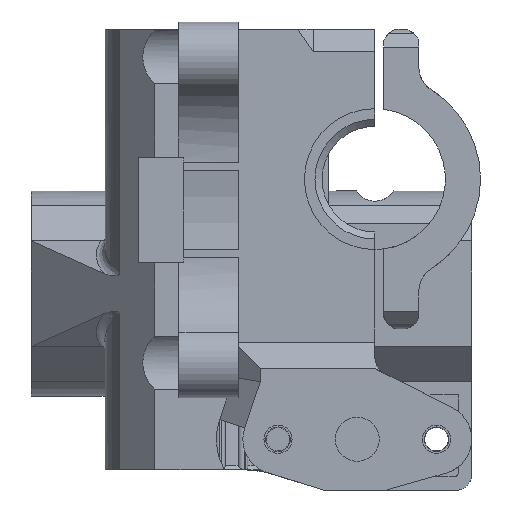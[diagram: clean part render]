
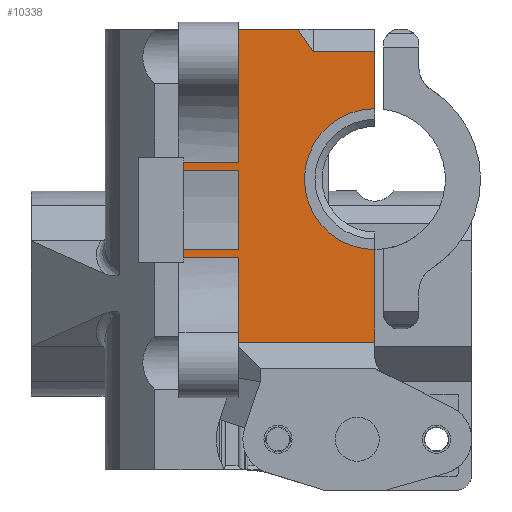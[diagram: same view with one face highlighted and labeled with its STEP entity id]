
A CAD part, front view. The second image highlights one B-rep face of the part: STEP entity #10338.
In plain terms, the highlighted planar face has unit normal (0, -1, 0).
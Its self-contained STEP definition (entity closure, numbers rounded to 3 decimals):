
#250=PLANE('',#11473);
#789=FACE_OUTER_BOUND('',#1392,.T.);
#1392=EDGE_LOOP('',(#8442,#8443,#8444,#8445,#8446,#8447,#8448,#8449,#8450,
#8451,#8452,#8453,#8454,#8455,#8456,#8457,#8458,#8459,#8460));
#2115=CIRCLE('',#11474,8.);
#2820=LINE('',#23478,#3489);
#2821=LINE('',#23480,#3490);
#2822=LINE('',#23482,#3491);
#2823=LINE('',#23486,#3492);
#2824=LINE('',#23488,#3493);
#2825=LINE('',#23490,#3494);
#2826=LINE('',#23492,#3495);
#2827=LINE('',#23494,#3496);
#2828=LINE('',#23496,#3497);
#2829=LINE('',#23498,#3498);
#2830=LINE('',#23500,#3499);
#2831=LINE('',#23502,#3500);
#2832=LINE('',#23504,#3501);
#2833=LINE('',#23506,#3502);
#2834=LINE('',#23508,#3503);
#2835=LINE('',#23510,#3504);
#2836=LINE('',#23512,#3505);
#2837=LINE('',#23513,#3506);
#3489=VECTOR('',#14026,9.565);
#3490=VECTOR('',#14027,15.5);
#3491=VECTOR('',#14028,10.5);
#3492=VECTOR('',#14031,6.5);
#3493=VECTOR('',#14032,7.);
#3494=VECTOR('',#14033,3.062);
#3495=VECTOR('',#14034,16.232);
#3496=VECTOR('',#14035,0.154);
#3497=VECTOR('',#14036,2.75);
#3498=VECTOR('',#14037,6.75);
#3499=VECTOR('',#14038,14.912);
#3500=VECTOR('',#14039,6.25);
#3501=VECTOR('',#14040,0.935);
#3502=VECTOR('',#14041,6.25);
#3503=VECTOR('',#14042,9.);
#3504=VECTOR('',#14043,6.25);
#3505=VECTOR('',#14044,0.935);
#3506=VECTOR('',#14045,6.25);
#4520=VERTEX_POINT('',#23476);
#4521=VERTEX_POINT('',#23477);
#4522=VERTEX_POINT('',#23479);
#4523=VERTEX_POINT('',#23481);
#4524=VERTEX_POINT('',#23483);
#4525=VERTEX_POINT('',#23485);
#4526=VERTEX_POINT('',#23487);
#4527=VERTEX_POINT('',#23489);
#4528=VERTEX_POINT('',#23491);
#4529=VERTEX_POINT('',#23493);
#4530=VERTEX_POINT('',#23495);
#4531=VERTEX_POINT('',#23497);
#4532=VERTEX_POINT('',#23499);
#4533=VERTEX_POINT('',#23501);
#4534=VERTEX_POINT('',#23503);
#4535=VERTEX_POINT('',#23505);
#4536=VERTEX_POINT('',#23507);
#4537=VERTEX_POINT('',#23509);
#4538=VERTEX_POINT('',#23511);
#5960=EDGE_CURVE('',#4520,#4521,#2820,.T.);
#5961=EDGE_CURVE('',#4520,#4522,#2821,.T.);
#5962=EDGE_CURVE('',#4522,#4523,#2822,.T.);
#5963=EDGE_CURVE('',#4524,#4523,#2115,.T.);
#5964=EDGE_CURVE('',#4524,#4525,#2823,.T.);
#5965=EDGE_CURVE('',#4526,#4525,#2824,.T.);
#5966=EDGE_CURVE('',#4526,#4527,#2825,.F.);
#5967=EDGE_CURVE('',#4528,#4527,#2826,.T.);
#5968=EDGE_CURVE('',#4528,#4529,#2827,.F.);
#5969=EDGE_CURVE('',#4529,#4530,#2828,.F.);
#5970=EDGE_CURVE('',#4530,#4531,#2829,.F.);
#5971=EDGE_CURVE('',#4532,#4531,#2830,.T.);
#5972=EDGE_CURVE('',#4532,#4533,#2831,.T.);
#5973=EDGE_CURVE('',#4534,#4533,#2832,.T.);
#5974=EDGE_CURVE('',#4535,#4534,#2833,.T.);
#5975=EDGE_CURVE('',#4536,#4535,#2834,.T.);
#5976=EDGE_CURVE('',#4536,#4537,#2835,.T.);
#5977=EDGE_CURVE('',#4538,#4537,#2836,.T.);
#5978=EDGE_CURVE('',#4538,#4521,#2837,.F.);
#8442=ORIENTED_EDGE('',*,*,#5960,.F.);
#8443=ORIENTED_EDGE('',*,*,#5961,.T.);
#8444=ORIENTED_EDGE('',*,*,#5962,.T.);
#8445=ORIENTED_EDGE('',*,*,#5963,.F.);
#8446=ORIENTED_EDGE('',*,*,#5964,.T.);
#8447=ORIENTED_EDGE('',*,*,#5965,.F.);
#8448=ORIENTED_EDGE('',*,*,#5966,.T.);
#8449=ORIENTED_EDGE('',*,*,#5967,.F.);
#8450=ORIENTED_EDGE('',*,*,#5968,.T.);
#8451=ORIENTED_EDGE('',*,*,#5969,.T.);
#8452=ORIENTED_EDGE('',*,*,#5970,.T.);
#8453=ORIENTED_EDGE('',*,*,#5971,.F.);
#8454=ORIENTED_EDGE('',*,*,#5972,.T.);
#8455=ORIENTED_EDGE('',*,*,#5973,.F.);
#8456=ORIENTED_EDGE('',*,*,#5974,.F.);
#8457=ORIENTED_EDGE('',*,*,#5975,.F.);
#8458=ORIENTED_EDGE('',*,*,#5976,.T.);
#8459=ORIENTED_EDGE('',*,*,#5977,.F.);
#8460=ORIENTED_EDGE('',*,*,#5978,.T.);
#10338=ADVANCED_FACE('',(#789),#250,.F.);
#11473=AXIS2_PLACEMENT_3D('',#23475,#14024,#14025);
#11474=AXIS2_PLACEMENT_3D('',#23484,#14029,#14030);
#14024=DIRECTION('center_axis',(0.,1.,0.));
#14025=DIRECTION('ref_axis',(0.,0.,1.));
#14026=DIRECTION('',(0.,0.,1.));
#14027=DIRECTION('',(1.,0.,0.));
#14028=DIRECTION('',(0.,0.,1.));
#14029=DIRECTION('center_axis',(0.,-1.,0.));
#14030=DIRECTION('ref_axis',(0.,0.,-1.));
#14031=DIRECTION('',(0.,0.,1.));
#14032=DIRECTION('',(1.,0.,0.));
#14033=DIRECTION('',(0.577,0.,-0.816));
#14034=DIRECTION('',(1.,0.,0.));
#14035=DIRECTION('',(0.,0.,1.));
#14036=DIRECTION('',(-1.,0.,0.));
#14037=DIRECTION('',(-1.,0.,0.));
#14038=DIRECTION('',(0.,0.,1.));
#14039=DIRECTION('',(-1.,0.,0.));
#14040=DIRECTION('',(0.,0.,1.));
#14041=DIRECTION('',(-1.,0.,0.));
#14042=DIRECTION('',(0.,0.,1.));
#14043=DIRECTION('',(-1.,0.,0.));
#14044=DIRECTION('',(0.,0.,1.));
#14045=DIRECTION('',(-1.,0.,0.));
#23475=CARTESIAN_POINT('Origin',(-20.,-17.,40.));
#23476=CARTESIAN_POINT('',(-6.5,-17.,4.5));
#23477=CARTESIAN_POINT('',(-6.5,-17.,14.065));
#23478=CARTESIAN_POINT('',(-6.5,-17.,4.5));
#23479=CARTESIAN_POINT('',(9.,-17.,4.5));
#23480=CARTESIAN_POINT('',(-6.5,-17.,4.5));
#23481=CARTESIAN_POINT('',(9.,-17.,15.));
#23482=CARTESIAN_POINT('',(9.,-17.,4.5));
#23483=CARTESIAN_POINT('',(9.,-17.,31.));
#23484=CARTESIAN_POINT('Origin',(9.,-17.,23.));
#23485=CARTESIAN_POINT('',(9.,-17.,37.5));
#23486=CARTESIAN_POINT('',(9.,-17.,31.));
#23487=CARTESIAN_POINT('',(2.,-17.,37.5));
#23488=CARTESIAN_POINT('',(2.,-17.,37.5));
#23489=CARTESIAN_POINT('',(0.232,-17.,40.));
#23490=CARTESIAN_POINT('',(0.232,-17.,40.));
#23491=CARTESIAN_POINT('',(-16.,-17.,40.));
#23492=CARTESIAN_POINT('',(-16.,-17.,40.));
#23493=CARTESIAN_POINT('',(-16.,-17.,39.846));
#23494=CARTESIAN_POINT('',(-16.,-17.,39.846));
#23495=CARTESIAN_POINT('',(-13.25,-17.,39.846));
#23496=CARTESIAN_POINT('',(-13.25,-17.,39.846));
#23497=CARTESIAN_POINT('',(-6.5,-17.,39.846));
#23498=CARTESIAN_POINT('',(-6.5,-17.,39.846));
#23499=CARTESIAN_POINT('',(-6.5,-17.,24.935));
#23500=CARTESIAN_POINT('',(-6.5,-17.,24.935));
#23501=CARTESIAN_POINT('',(-12.75,-17.,24.935));
#23502=CARTESIAN_POINT('',(-6.5,-17.,24.935));
#23503=CARTESIAN_POINT('',(-12.75,-17.,24.));
#23504=CARTESIAN_POINT('',(-12.75,-17.,24.));
#23505=CARTESIAN_POINT('',(-6.5,-17.,24.));
#23506=CARTESIAN_POINT('',(-6.5,-17.,24.));
#23507=CARTESIAN_POINT('',(-6.5,-17.,15.));
#23508=CARTESIAN_POINT('',(-6.5,-17.,15.));
#23509=CARTESIAN_POINT('',(-12.75,-17.,15.));
#23510=CARTESIAN_POINT('',(-6.5,-17.,15.));
#23511=CARTESIAN_POINT('',(-12.75,-17.,14.065));
#23512=CARTESIAN_POINT('',(-12.75,-17.,14.065));
#23513=CARTESIAN_POINT('',(-6.5,-17.,14.065));
